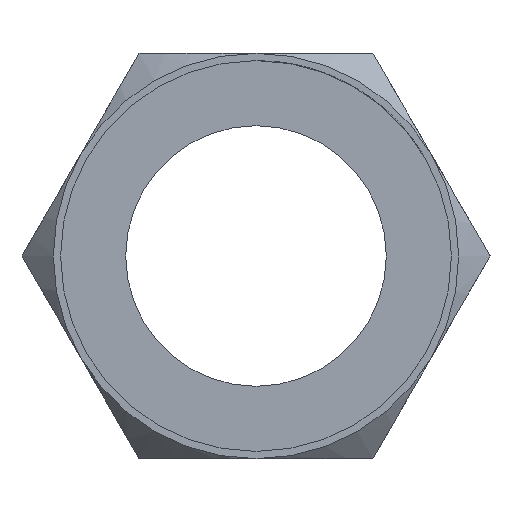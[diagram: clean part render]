
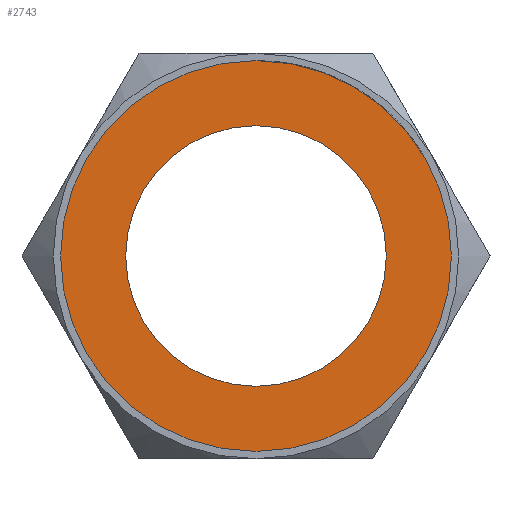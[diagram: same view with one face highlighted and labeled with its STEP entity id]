
A CAD part, left-side view. The second image highlights one B-rep face of the part: STEP entity #2743.
In plain terms, the highlighted planar face has unit normal (-1, 0, 0).
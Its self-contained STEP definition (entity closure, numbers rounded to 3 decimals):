
#33 = EDGE_LOOP ( 'NONE', ( #5932, #3175 ) ) ;
#80 = DIRECTION ( 'NONE',  ( -1., 0., 0. ) ) ;
#380 = AXIS2_PLACEMENT_3D ( 'NONE', #471, #6140, #6903 ) ;
#471 = CARTESIAN_POINT ( 'NONE',  ( 0., 0., 0. ) ) ;
#678 = CIRCLE ( 'NONE', #2570, 4.5 ) ;
#725 = CARTESIAN_POINT ( 'NONE',  ( 0., 0., 0. ) ) ;
#1243 = DIRECTION ( 'NONE',  ( 1., 0., 0. ) ) ;
#1282 = DIRECTION ( 'NONE',  ( 0., 0., -1. ) ) ;
#1308 = VERTEX_POINT ( 'NONE', #3555 ) ;
#1318 = VERTEX_POINT ( 'NONE', #6186 ) ;
#1979 = DIRECTION ( 'NONE',  ( 0., 0., 1. ) ) ;
#2335 = CARTESIAN_POINT ( 'NONE',  ( 0., 0., 6.75 ) ) ;
#2350 = EDGE_CURVE ( 'NONE', #5878, #2796, #7540, .T. ) ;
#2417 = DIRECTION ( 'NONE',  ( 1., 0., 0. ) ) ;
#2421 = ORIENTED_EDGE ( 'NONE', *, *, #3748, .T. ) ;
#2496 = CARTESIAN_POINT ( 'NONE',  ( 0., 6.75, 0. ) ) ;
#2545 = CIRCLE ( 'NONE', #6727, 6.75 ) ;
#2570 = AXIS2_PLACEMENT_3D ( 'NONE', #725, #1243, #1282 ) ;
#2737 = CARTESIAN_POINT ( 'NONE',  ( 0., 0., 0. ) ) ;
#2743 = ADVANCED_FACE ( 'NONE', ( #3688, #7535 ), #8209, .F. ) ;
#2796 = VERTEX_POINT ( 'NONE', #2335 ) ;
#3009 = EDGE_CURVE ( 'NONE', #1308, #1318, #7680, .T. ) ;
#3175 = ORIENTED_EDGE ( 'NONE', *, *, #7296, .T. ) ;
#3555 = CARTESIAN_POINT ( 'NONE',  ( 0., 0., 4.5 ) ) ;
#3688 = FACE_BOUND ( 'NONE', #33, .T. ) ;
#3748 = EDGE_CURVE ( 'NONE', #2796, #5878, #2545, .T. ) ;
#5079 = EDGE_LOOP ( 'NONE', ( #2421, #7739 ) ) ;
#5202 = CARTESIAN_POINT ( 'NONE',  ( 0., 0., 0. ) ) ;
#5872 = DIRECTION ( 'NONE',  ( -1., 0., 0. ) ) ;
#5878 = VERTEX_POINT ( 'NONE', #7722 ) ;
#5932 = ORIENTED_EDGE ( 'NONE', *, *, #3009, .T. ) ;
#6140 = DIRECTION ( 'NONE',  ( 1., 0., 0. ) ) ;
#6186 = CARTESIAN_POINT ( 'NONE',  ( 0., 0., -4.5 ) ) ;
#6456 = AXIS2_PLACEMENT_3D ( 'NONE', #5202, #80, #7157 ) ;
#6720 = AXIS2_PLACEMENT_3D ( 'NONE', #2496, #2417, #7581 ) ;
#6727 = AXIS2_PLACEMENT_3D ( 'NONE', #2737, #5872, #1979 ) ;
#6903 = DIRECTION ( 'NONE',  ( 0., 0., -1. ) ) ;
#7157 = DIRECTION ( 'NONE',  ( 0., 0., 1. ) ) ;
#7296 = EDGE_CURVE ( 'NONE', #1318, #1308, #678, .T. ) ;
#7535 = FACE_OUTER_BOUND ( 'NONE', #5079, .T. ) ;
#7540 = CIRCLE ( 'NONE', #6456, 6.75 ) ;
#7581 = DIRECTION ( 'NONE',  ( 0., 0., -1. ) ) ;
#7680 = CIRCLE ( 'NONE', #380, 4.5 ) ;
#7722 = CARTESIAN_POINT ( 'NONE',  ( 0., 0., -6.75 ) ) ;
#7739 = ORIENTED_EDGE ( 'NONE', *, *, #2350, .T. ) ;
#8209 = PLANE ( 'NONE',  #6720 ) ;
